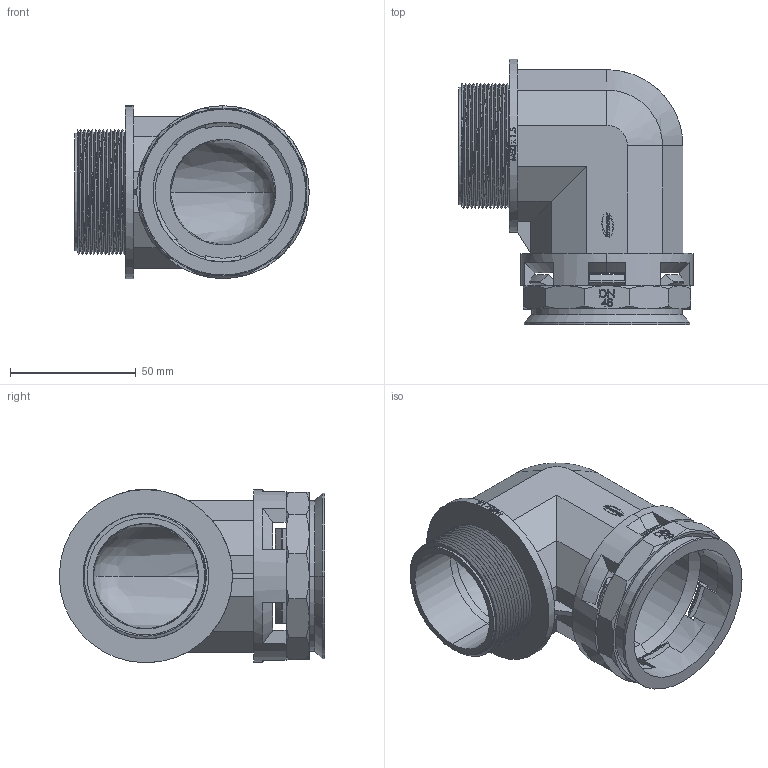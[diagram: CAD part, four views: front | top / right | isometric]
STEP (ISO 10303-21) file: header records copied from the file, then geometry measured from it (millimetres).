
FILE_DESCRIPTION (( 'STEP AP203' ), '1' );
FILE_NAME ('(NEC-48M50-)_I3040_0004_08_0.STEP', '2012-06-19T08:48:20', ( 'Llorenç' ), ( '' ), 'SwSTEP 2.0', 'SolidWorks 2007', '' );
FILE_SCHEMA (( 'CONFIG_CONTROL_DESIGN' ));
Length unit declared in the file: millimetre
Products named in the file (1): (NEC-48M50-)_I3040_0004_08_0
Bounding box: 93.35 x 105.73 x 69.1 mm (x, y, z)
Volume: 145479.4 mm3; surface area: 57071.6 mm2
Topology: 3 solids, 3 shells, 449 faces, 1231 edges, 806 vertices
Faces by surface type: plane 246, bspline 89, cone 61, cylinder 53
Entity records: 22657 total; most frequent: CARTESIAN_POINT 11955, ORIENTED_EDGE 2462, DIRECTION 1799, EDGE_CURVE 1231, VERTEX_POINT 806, VECTOR 655, LINE 655, AXIS2_PLACEMENT_3D 572
